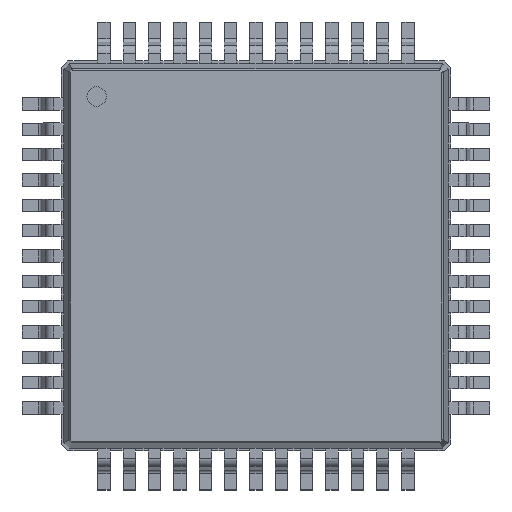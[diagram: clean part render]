
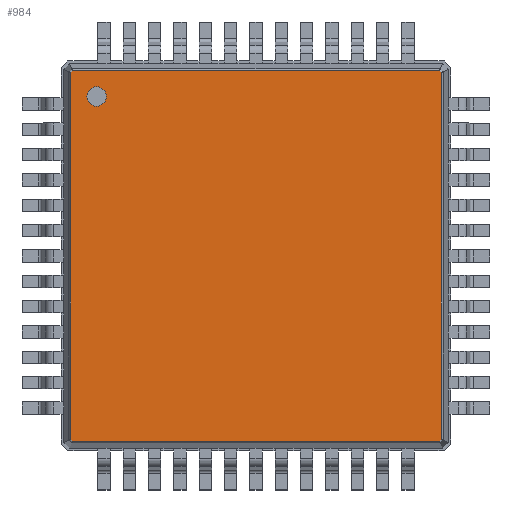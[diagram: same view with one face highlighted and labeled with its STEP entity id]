
A CAD part, top view. The second image highlights one B-rep face of the part: STEP entity #984.
In plain terms, the highlighted planar face has unit normal (0, 0, 1).
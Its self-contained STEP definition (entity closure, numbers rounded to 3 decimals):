
#13=DIRECTION('',(0.,0.,1.));
#43=CARTESIAN_POINT('',(-4.718,4.787,1.5));
#185=VERTEX_POINT('',#186);
#186=CARTESIAN_POINT('',(-4.702,4.746,1.5));
#203=EDGE_CURVE('',#185,#204,#206,.T.);
#204=VERTEX_POINT('',#205);
#205=CARTESIAN_POINT('',(4.702,4.746,1.5));
#206=B_SPLINE_CURVE_WITH_KNOTS('',2,(#207,#208,#209,#210,#211),.UNSPECIFIED.,.F.,.F.,(3,1,1,3),(-0.503,-0.04,9.477,9.939),.UNSPECIFIED.);
#207=CARTESIAN_POINT('',(-5.221,4.746,1.5));
#208=CARTESIAN_POINT('',(-4.99,4.746,1.5));
#209=CARTESIAN_POINT('',(0.,4.746,1.5));
#210=CARTESIAN_POINT('',(4.99,4.746,1.5));
#211=CARTESIAN_POINT('',(5.221,4.746,1.5));
#753=DIRECTION('',(0.,-1.,0.));
#916=EDGE_CURVE('',#204,#917,#919,.T.);
#917=VERTEX_POINT('',#918);
#918=CARTESIAN_POINT('',(4.746,4.702,1.5));
#919=B_SPLINE_CURVE_WITH_KNOTS('',2,(#920,#921,#922,#923,#924),.UNSPECIFIED.,.F.,.F.,(3,1,1,3),(-0.216,-0.04,0.137,0.313),.UNSPECIFIED.);
#920=CARTESIAN_POINT('',(4.537,4.911,1.5));
#921=CARTESIAN_POINT('',(4.6,4.849,1.5));
#922=CARTESIAN_POINT('',(4.724,4.724,1.5));
#923=CARTESIAN_POINT('',(4.849,4.6,1.5));
#924=CARTESIAN_POINT('',(4.911,4.537,1.5));
#952=VERTEX_POINT('',#953);
#953=CARTESIAN_POINT('',(-4.746,4.702,1.5));
#970=EDGE_CURVE('',#952,#185,#971,.T.);
#971=B_SPLINE_CURVE_WITH_KNOTS('',2,(#972,#973,#974,#975,#976),.UNSPECIFIED.,.F.,.F.,(3,1,1,3),(-0.216,-0.04,0.137,0.313),.UNSPECIFIED.);
#972=CARTESIAN_POINT('',(-4.911,4.537,1.5));
#973=CARTESIAN_POINT('',(-4.849,4.6,1.5));
#974=CARTESIAN_POINT('',(-4.724,4.724,1.5));
#975=CARTESIAN_POINT('',(-4.6,4.849,1.5));
#976=CARTESIAN_POINT('',(-4.537,4.911,1.5));
#984=ADVANCED_FACE('',(#985,#1038),#1048,.T.);
#985=FACE_BOUND('',#986,.T.);
#986=EDGE_LOOP('',(#987,#988,#989,#999,#1009,#1019,#1029,#1037));
#987=ORIENTED_EDGE('',*,*,#203,.F.);
#988=ORIENTED_EDGE('',*,*,#970,.F.);
#989=ORIENTED_EDGE('',*,*,#990,.F.);
#990=EDGE_CURVE('',#991,#952,#993,.T.);
#991=VERTEX_POINT('',#992);
#992=CARTESIAN_POINT('',(-4.746,-4.702,1.5));
#993=B_SPLINE_CURVE_WITH_KNOTS('',2,(#994,#995,#996,#997,#998),.UNSPECIFIED.,.F.,.F.,(3,1,1,3),(-0.503,-0.04,9.477,9.939),.UNSPECIFIED.);
#994=CARTESIAN_POINT('',(-4.746,-5.221,1.5));
#995=CARTESIAN_POINT('',(-4.746,-4.99,1.5));
#996=CARTESIAN_POINT('',(-4.746,0.,1.5));
#997=CARTESIAN_POINT('',(-4.746,4.99,1.5));
#998=CARTESIAN_POINT('',(-4.746,5.221,1.5));
#999=ORIENTED_EDGE('',*,*,#1000,.F.);
#1000=EDGE_CURVE('',#1001,#991,#1003,.T.);
#1001=VERTEX_POINT('',#1002);
#1002=CARTESIAN_POINT('',(-4.702,-4.746,1.5));
#1003=B_SPLINE_CURVE_WITH_KNOTS('',2,(#1004,#1005,#1006,#1007,#1008),.UNSPECIFIED.,.F.,.F.,(3,1,1,3),(-0.216,-0.04,0.137,0.313),.UNSPECIFIED.);
#1004=CARTESIAN_POINT('',(-4.537,-4.911,1.5));
#1005=CARTESIAN_POINT('',(-4.6,-4.849,1.5));
#1006=CARTESIAN_POINT('',(-4.724,-4.724,1.5));
#1007=CARTESIAN_POINT('',(-4.849,-4.6,1.5));
#1008=CARTESIAN_POINT('',(-4.911,-4.537,1.5));
#1009=ORIENTED_EDGE('',*,*,#1010,.F.);
#1010=EDGE_CURVE('',#1011,#1001,#1013,.T.);
#1011=VERTEX_POINT('',#1012);
#1012=CARTESIAN_POINT('',(4.702,-4.746,1.5));
#1013=B_SPLINE_CURVE_WITH_KNOTS('',2,(#1014,#1015,#1016,#1017,#1018),.UNSPECIFIED.,.F.,.F.,(3,1,1,3),(-0.503,-0.04,9.477,9.939),.UNSPECIFIED.);
#1014=CARTESIAN_POINT('',(5.221,-4.746,1.5));
#1015=CARTESIAN_POINT('',(4.99,-4.746,1.5));
#1016=CARTESIAN_POINT('',(0.,-4.746,1.5));
#1017=CARTESIAN_POINT('',(-4.99,-4.746,1.5));
#1018=CARTESIAN_POINT('',(-5.221,-4.746,1.5));
#1019=ORIENTED_EDGE('',*,*,#1020,.F.);
#1020=EDGE_CURVE('',#1021,#1011,#1023,.T.);
#1021=VERTEX_POINT('',#1022);
#1022=CARTESIAN_POINT('',(4.746,-4.702,1.5));
#1023=B_SPLINE_CURVE_WITH_KNOTS('',2,(#1024,#1025,#1026,#1027,#1028),.UNSPECIFIED.,.F.,.F.,(3,1,1,3),(-0.216,-0.04,0.137,0.313),.UNSPECIFIED.);
#1024=CARTESIAN_POINT('',(4.911,-4.537,1.5));
#1025=CARTESIAN_POINT('',(4.849,-4.6,1.5));
#1026=CARTESIAN_POINT('',(4.724,-4.724,1.5));
#1027=CARTESIAN_POINT('',(4.6,-4.849,1.5));
#1028=CARTESIAN_POINT('',(4.537,-4.911,1.5));
#1029=ORIENTED_EDGE('',*,*,#1030,.F.);
#1030=EDGE_CURVE('',#917,#1021,#1031,.T.);
#1031=B_SPLINE_CURVE_WITH_KNOTS('',2,(#1032,#1033,#1034,#1035,#1036),.UNSPECIFIED.,.F.,.F.,(3,1,1,3),(-0.503,-0.04,9.477,9.939),.UNSPECIFIED.);
#1032=CARTESIAN_POINT('',(4.746,5.221,1.5));
#1033=CARTESIAN_POINT('',(4.746,4.99,1.5));
#1034=CARTESIAN_POINT('',(4.746,0.,1.5));
#1035=CARTESIAN_POINT('',(4.746,-4.99,1.5));
#1036=CARTESIAN_POINT('',(4.746,-5.221,1.5));
#1037=ORIENTED_EDGE('',*,*,#916,.F.);
#1038=FACE_BOUND('',#1039,.T.);
#1039=EDGE_LOOP('',(#1040));
#1040=ORIENTED_EDGE('',*,*,#1041,.T.);
#1041=EDGE_CURVE('',#1042,#1042,#1044,.T.);
#1042=VERTEX_POINT('',#1043);
#1043=CARTESIAN_POINT('',(-4.087,3.837,1.5));
#1044=CIRCLE('',#1045,0.25);
#1045=AXIS2_PLACEMENT_3D('',#1046,#1047,#753);
#1046=CARTESIAN_POINT('',(-4.087,4.087,1.5));
#1047=DIRECTION('',(0.,-0.,-1.));
#1048=PLANE('',#1049);
#1049=AXIS2_PLACEMENT_3D('',#43,#13,#1050);
#1050=DIRECTION('',(0.702,-0.712,0.));
